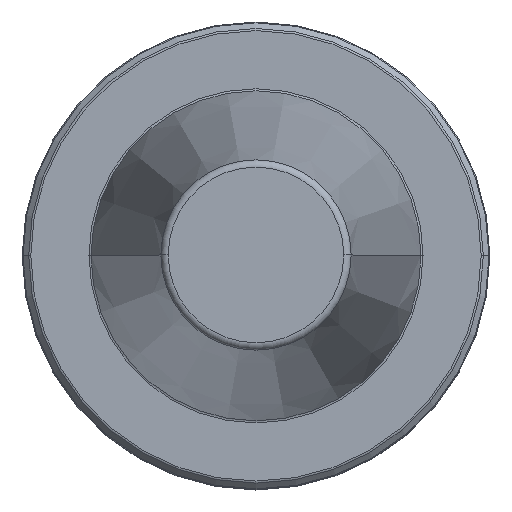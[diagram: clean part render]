
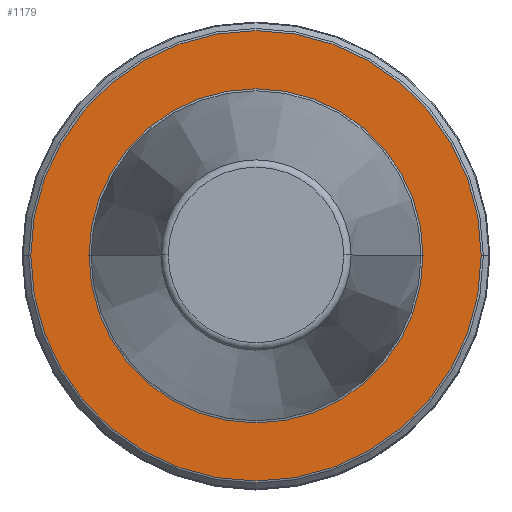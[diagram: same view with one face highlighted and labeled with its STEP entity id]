
A CAD part, top view. The second image highlights one B-rep face of the part: STEP entity #1179.
In plain terms, the highlighted planar face has unit normal (0, 0, 1).
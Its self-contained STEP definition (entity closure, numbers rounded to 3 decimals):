
#15 = DIRECTION ( 'NONE',  ( 0., 0., 1. ) ) ;
#24 = PLANE ( 'NONE',  #1230 ) ;
#102 = FACE_OUTER_BOUND ( 'NONE', #667, .T. ) ;
#128 = CARTESIAN_POINT ( 'NONE',  ( 0., 0., -2. ) ) ;
#180 = AXIS2_PLACEMENT_3D ( 'NONE', #988, #409, #1088 ) ;
#222 = CARTESIAN_POINT ( 'NONE',  ( -22.5, 0., -2. ) ) ;
#366 = AXIS2_PLACEMENT_3D ( 'NONE', #607, #15, #712 ) ;
#369 = CARTESIAN_POINT ( 'NONE',  ( 22.5, 0., -2. ) ) ;
#371 = FACE_BOUND ( 'NONE', #867, .T. ) ;
#373 = DIRECTION ( 'NONE',  ( 0., 0., 1. ) ) ;
#409 = DIRECTION ( 'NONE',  ( 0., 0., 1. ) ) ;
#428 = DIRECTION ( 'NONE',  ( 1., 0., 0. ) ) ;
#449 = ORIENTED_EDGE ( 'NONE', *, *, #760, .F. ) ;
#464 = CARTESIAN_POINT ( 'NONE',  ( 0., 0., -2. ) ) ;
#481 = ORIENTED_EDGE ( 'NONE', *, *, #1274, .T. ) ;
#523 = CIRCLE ( 'NONE', #180, 22.5 ) ;
#551 = DIRECTION ( 'NONE',  ( 1., 0., 0. ) ) ;
#574 = EDGE_CURVE ( 'NONE', #768, #677, #523, .T. ) ;
#582 = AXIS2_PLACEMENT_3D ( 'NONE', #464, #1155, #551 ) ;
#607 = CARTESIAN_POINT ( 'NONE',  ( 0., 0., -2. ) ) ;
#667 = EDGE_LOOP ( 'NONE', ( #481, #946 ) ) ;
#677 = VERTEX_POINT ( 'NONE', #369 ) ;
#712 = DIRECTION ( 'NONE',  ( 1., 0., 0. ) ) ;
#760 = EDGE_CURVE ( 'NONE', #677, #768, #1265, .T. ) ;
#768 = VERTEX_POINT ( 'NONE', #222 ) ;
#838 = VERTEX_POINT ( 'NONE', #1186 ) ;
#867 = EDGE_LOOP ( 'NONE', ( #449, #901 ) ) ;
#901 = ORIENTED_EDGE ( 'NONE', *, *, #574, .F. ) ;
#946 = ORIENTED_EDGE ( 'NONE', *, *, #1116, .T. ) ;
#953 = CIRCLE ( 'NONE', #582, 30.334 ) ;
#958 = CARTESIAN_POINT ( 'NONE',  ( 0., 0., -2. ) ) ;
#988 = CARTESIAN_POINT ( 'NONE',  ( 0., 0., -2. ) ) ;
#996 = VERTEX_POINT ( 'NONE', #1025 ) ;
#1017 = DIRECTION ( 'NONE',  ( 0., 0., 1. ) ) ;
#1025 = CARTESIAN_POINT ( 'NONE',  ( -30.334, 0., -2. ) ) ;
#1058 = DIRECTION ( 'NONE',  ( 1., 0., 0. ) ) ;
#1088 = DIRECTION ( 'NONE',  ( 1., 0., 0. ) ) ;
#1111 = CIRCLE ( 'NONE', #1183, 30.334 ) ;
#1116 = EDGE_CURVE ( 'NONE', #996, #838, #953, .T. ) ;
#1155 = DIRECTION ( 'NONE',  ( 0., 0., 1. ) ) ;
#1179 = ADVANCED_FACE ( 'NONE', ( #102, #371 ), #24, .T. ) ;
#1183 = AXIS2_PLACEMENT_3D ( 'NONE', #958, #373, #1058 ) ;
#1186 = CARTESIAN_POINT ( 'NONE',  ( 30.334, 0., -2. ) ) ;
#1230 = AXIS2_PLACEMENT_3D ( 'NONE', #128, #1017, #428 ) ;
#1265 = CIRCLE ( 'NONE', #366, 22.5 ) ;
#1274 = EDGE_CURVE ( 'NONE', #838, #996, #1111, .T. ) ;
